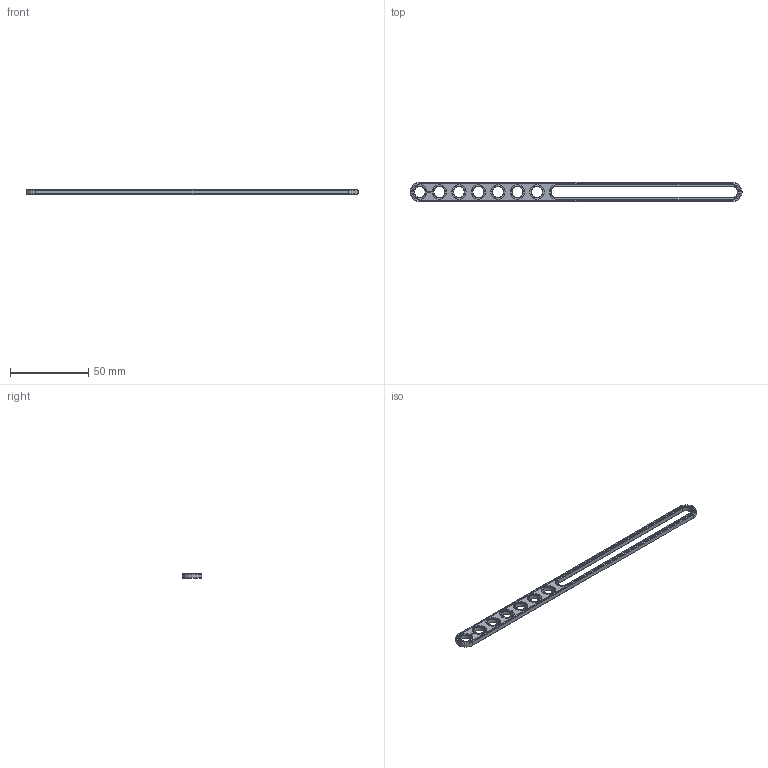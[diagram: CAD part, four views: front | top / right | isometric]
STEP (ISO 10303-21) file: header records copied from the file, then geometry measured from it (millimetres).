
FILE_DESCRIPTION(('FreeCAD Model'),'2;1');
FILE_NAME('Open CASCADE Shape Model','2021-02-26T21:24:35',( 'Paulo Kiefe'),('STEMFIE.org'),'Open CASCADE STEP processor 7.4', 'FreeCAD','Unknown');
FILE_SCHEMA(('AUTOMOTIVE_DESIGN { 1 0 10303 214 1 1 1 1 }'));
Length unit declared in the file: millimetre
Products named in the file (1): Brace_STR_SLT_SE_ERR_-_BU17x01x00.25x10_SPN-BRC-0235_(stemfie.org)
Bounding box: 212.5 x 12.5 x 3.12 mm (x, y, z)
Volume: 4581.6 mm3; surface area: 5565.4 mm2
Topology: 1 solids, 1 shells, 601 faces, 1651 edges, 1093 vertices
Faces by surface type: plane 341, extrusion 216, cone 22, cylinder 22
Full cylindrical faces by diameter (mm): 7 x7, 9.2 x7
Entity records: 42076 total; most frequent: CARTESIAN_POINT 10716, DIRECTION 4913, VECTOR 3965, LINE 3749, ORIENTED_EDGE 3302, PCURVE 3302, DEFINITIONAL_REPRESENTATION 3302, EDGE_CURVE 1651
